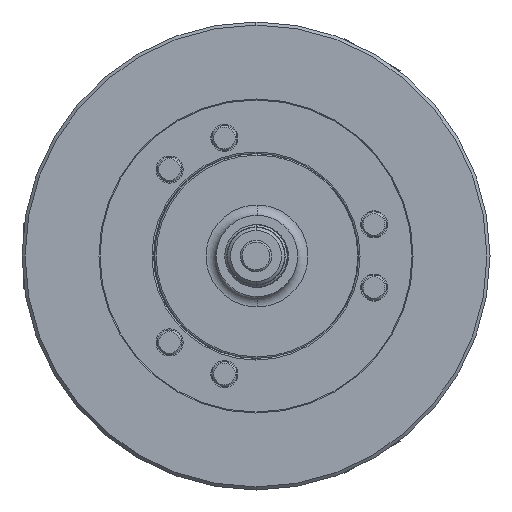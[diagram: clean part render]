
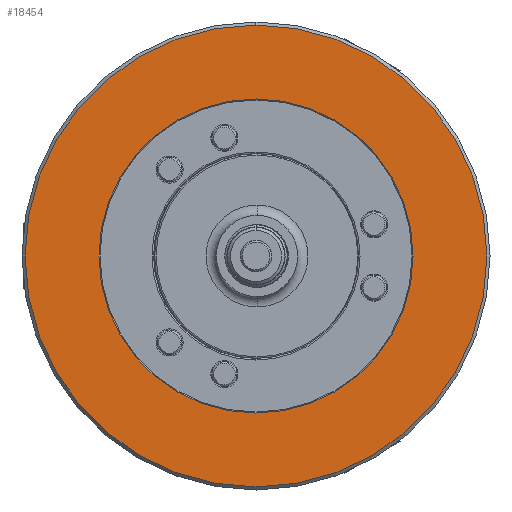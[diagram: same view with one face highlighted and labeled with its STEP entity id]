
A CAD part, left-side view. The second image highlights one B-rep face of the part: STEP entity #18454.
In plain terms, the highlighted planar face has unit normal (-1, 0, 0).
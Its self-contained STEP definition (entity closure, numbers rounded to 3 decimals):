
#1640 = EDGE_CURVE ( 'NONE', #13310, #12900, #22255, .T. ) ;
#1850 = AXIS2_PLACEMENT_3D ( 'NONE', #39461, #18044, #30454 ) ;
#3613 = CIRCLE ( 'NONE', #35970, 151. ) ;
#4221 = ORIENTED_EDGE ( 'NONE', *, *, #4772, .T. ) ;
#4593 = DIRECTION ( 'NONE',  ( 0., 0., 1. ) ) ;
#4772 = EDGE_CURVE ( 'NONE', #33587, #28275, #22480, .T. ) ;
#6721 = FACE_BOUND ( 'NONE', #7363, .T. ) ;
#6967 = CARTESIAN_POINT ( 'NONE',  ( 0., 0., 0. ) ) ;
#7363 = EDGE_LOOP ( 'NONE', ( #15830, #4221 ) ) ;
#7800 = ORIENTED_EDGE ( 'NONE', *, *, #32003, .T. ) ;
#8111 = CARTESIAN_POINT ( 'NONE',  ( 0., 0., 0. ) ) ;
#9649 = AXIS2_PLACEMENT_3D ( 'NONE', #8111, #32835, #14307 ) ;
#11199 = CIRCLE ( 'NONE', #9649, 222. ) ;
#11738 = PLANE ( 'NONE',  #29400 ) ;
#12900 = VERTEX_POINT ( 'NONE', #31652 ) ;
#13288 = DIRECTION ( 'NONE',  ( -1., 0., 0. ) ) ;
#13310 = VERTEX_POINT ( 'NONE', #24383 ) ;
#13850 = CARTESIAN_POINT ( 'NONE',  ( 0., 0., 0. ) ) ;
#14307 = DIRECTION ( 'NONE',  ( 0., 0., 1. ) ) ;
#15830 = ORIENTED_EDGE ( 'NONE', *, *, #30981, .T. ) ;
#15907 = CARTESIAN_POINT ( 'NONE',  ( 0., 0., 151. ) ) ;
#16406 = DIRECTION ( 'NONE',  ( 0., 0., 1. ) ) ;
#18044 = DIRECTION ( 'NONE',  ( 1., 0., 0. ) ) ;
#18454 = ADVANCED_FACE ( 'NONE', ( #6721, #37611 ), #11738, .T. ) ;
#18654 = DIRECTION ( 'NONE',  ( 0., 0., 1. ) ) ;
#22255 = CIRCLE ( 'NONE', #36024, 222. ) ;
#22480 = CIRCLE ( 'NONE', #1850, 151. ) ;
#23125 = ORIENTED_EDGE ( 'NONE', *, *, #1640, .T. ) ;
#24383 = CARTESIAN_POINT ( 'NONE',  ( 0., 0., -222. ) ) ;
#25788 = EDGE_LOOP ( 'NONE', ( #23125, #7800 ) ) ;
#28275 = VERTEX_POINT ( 'NONE', #15907 ) ;
#29400 = AXIS2_PLACEMENT_3D ( 'NONE', #30916, #30524, #18654 ) ;
#30454 = DIRECTION ( 'NONE',  ( 0., 0., 1. ) ) ;
#30524 = DIRECTION ( 'NONE',  ( -1., 0., 0. ) ) ;
#30916 = CARTESIAN_POINT ( 'NONE',  ( 0., 150., 0. ) ) ;
#30981 = EDGE_CURVE ( 'NONE', #28275, #33587, #3613, .T. ) ;
#31652 = CARTESIAN_POINT ( 'NONE',  ( 0., 0., 222. ) ) ;
#32003 = EDGE_CURVE ( 'NONE', #12900, #13310, #11199, .T. ) ;
#32835 = DIRECTION ( 'NONE',  ( -1., 0., 0. ) ) ;
#33587 = VERTEX_POINT ( 'NONE', #39028 ) ;
#35074 = DIRECTION ( 'NONE',  ( 1., 0., 0. ) ) ;
#35970 = AXIS2_PLACEMENT_3D ( 'NONE', #13850, #35074, #4593 ) ;
#36024 = AXIS2_PLACEMENT_3D ( 'NONE', #6967, #13288, #16406 ) ;
#37611 = FACE_OUTER_BOUND ( 'NONE', #25788, .T. ) ;
#39028 = CARTESIAN_POINT ( 'NONE',  ( 0., 0., -151. ) ) ;
#39461 = CARTESIAN_POINT ( 'NONE',  ( 0., 0., 0. ) ) ;
